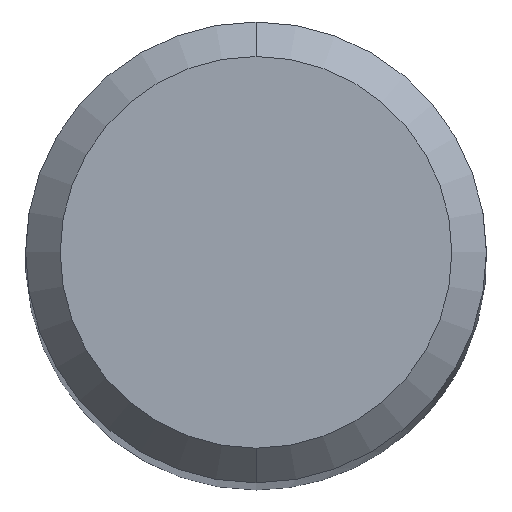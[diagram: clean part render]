
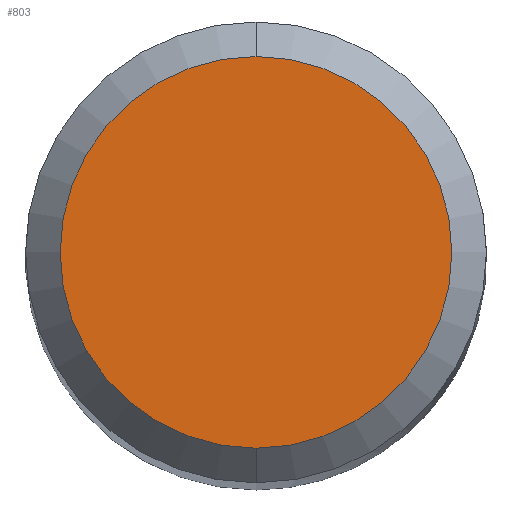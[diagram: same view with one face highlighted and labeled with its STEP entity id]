
A CAD part, top view. The second image highlights one B-rep face of the part: STEP entity #803.
In plain terms, the highlighted planar face has unit normal (0, 0, 1).
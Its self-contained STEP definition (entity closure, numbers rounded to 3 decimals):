
#375=EDGE_CURVE('',#807,#491,#981,.T.);
#491=VERTEX_POINT('',#1109);
#529=EDGE_CURVE('',#491,#807,#1151,.T.);
#803=ADVANCED_FACE('',(#1441),#1442,.T.);
#807=VERTEX_POINT('',#1446);
#981=CIRCLE('',#1667,1.7);
#1109=CARTESIAN_POINT('',(0.,-1.7,0.0));
#1151=CIRCLE('',#2688,1.7);
#1441=FACE_OUTER_BOUND('',#3524,.T.);
#1442=PLANE('',#3525);
#1446=CARTESIAN_POINT('',(0.0,1.7,0.0));
#1667=AXIS2_PLACEMENT_3D('',#4478,#4479,#4480);
#2688=AXIS2_PLACEMENT_3D('',#4641,#4642,#4643);
#3524=EDGE_LOOP('',(#4901,#4902));
#3525=AXIS2_PLACEMENT_3D('',#4903,#4904,#4905);
#4478=CARTESIAN_POINT('',(0.0,0.0,0.0));
#4479=DIRECTION('',(0.0,0.0,-1.0));
#4480=DIRECTION('',(0.0,1.0,0.0));
#4641=CARTESIAN_POINT('',(0.0,0.0,0.0));
#4642=DIRECTION('',(0.0,0.0,-1.0));
#4643=DIRECTION('',(0.0,1.0,0.0));
#4901=ORIENTED_EDGE('',*,*,#375,.F.);
#4902=ORIENTED_EDGE('',*,*,#529,.F.);
#4903=CARTESIAN_POINT('',(0.0,0.85,0.0));
#4904=DIRECTION('',(-0.0,0.0,1.0));
#4905=DIRECTION('',(0.0,-1.0,0.0));
